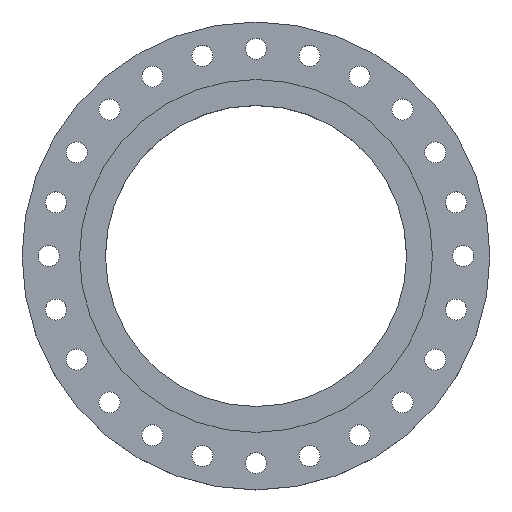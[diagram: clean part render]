
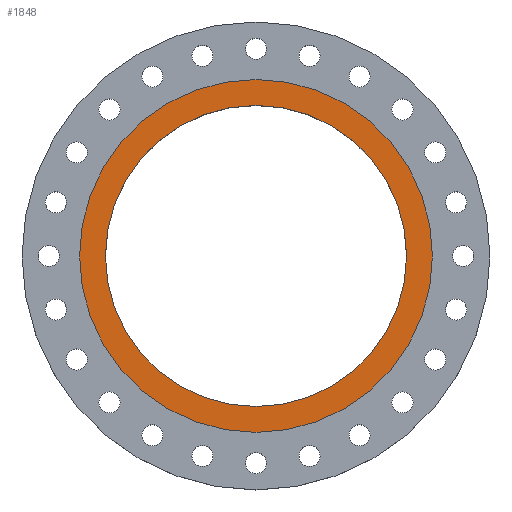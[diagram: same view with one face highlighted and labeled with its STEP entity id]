
A CAD part, top view. The second image highlights one B-rep face of the part: STEP entity #1848.
In plain terms, the highlighted planar face has unit normal (0, 0, 1).
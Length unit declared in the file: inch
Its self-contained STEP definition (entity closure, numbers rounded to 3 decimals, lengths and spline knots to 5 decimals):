
#23 = AXIS2_PLACEMENT_3D ( 'NONE', #1651, #735, #1134 ) ;
#28 = VERTEX_POINT ( 'NONE', #1094 ) ;
#113 = DIRECTION ( 'NONE',  ( 0., 0., -1. ) ) ;
#124 = VERTEX_POINT ( 'NONE', #1063 ) ;
#181 = VERTEX_POINT ( 'NONE', #734 ) ;
#257 = EDGE_CURVE ( 'NONE', #2062, #181, #830, .T. ) ;
#429 = FACE_OUTER_BOUND ( 'NONE', #1003, .T. ) ;
#626 = CARTESIAN_POINT ( 'NONE',  ( 0., 0., 0. ) ) ;
#645 = DIRECTION ( 'NONE',  ( 1., 0., 0. ) ) ;
#681 = CIRCLE ( 'NONE', #23, 11.5 ) ;
#734 = CARTESIAN_POINT ( 'NONE',  ( 9.8125, 0., 0. ) ) ;
#735 = DIRECTION ( 'NONE',  ( 0., 0., 1. ) ) ;
#830 = CIRCLE ( 'NONE', #1744, 9.8125 ) ;
#832 = EDGE_CURVE ( 'NONE', #124, #28, #681, .T. ) ;
#850 = CARTESIAN_POINT ( 'NONE',  ( 0., 0., 0. ) ) ;
#874 = ORIENTED_EDGE ( 'NONE', *, *, #1753, .F. ) ;
#935 = CARTESIAN_POINT ( 'NONE',  ( -9.8125, 0., 0. ) ) ;
#1003 = EDGE_LOOP ( 'NONE', ( #2017, #2329 ) ) ;
#1063 = CARTESIAN_POINT ( 'NONE',  ( -11.5, 0., 0. ) ) ;
#1094 = CARTESIAN_POINT ( 'NONE',  ( 11.5, 0., 0. ) ) ;
#1134 = DIRECTION ( 'NONE',  ( 1., 0., 0. ) ) ;
#1331 = EDGE_LOOP ( 'NONE', ( #874, #1415 ) ) ;
#1337 = AXIS2_PLACEMENT_3D ( 'NONE', #626, #1550, #1921 ) ;
#1415 = ORIENTED_EDGE ( 'NONE', *, *, #257, .F. ) ;
#1488 = AXIS2_PLACEMENT_3D ( 'NONE', #2090, #113, #1877 ) ;
#1550 = DIRECTION ( 'NONE',  ( 0., 0., 1. ) ) ;
#1557 = FACE_BOUND ( 'NONE', #1331, .T. ) ;
#1651 = CARTESIAN_POINT ( 'NONE',  ( 0., 0., 0. ) ) ;
#1678 = AXIS2_PLACEMENT_3D ( 'NONE', #2283, #1896, #645 ) ;
#1744 = AXIS2_PLACEMENT_3D ( 'NONE', #850, #1914, #2120 ) ;
#1749 = EDGE_CURVE ( 'NONE', #28, #124, #2144, .T. ) ;
#1753 = EDGE_CURVE ( 'NONE', #181, #2062, #1868, .T. ) ;
#1848 = ADVANCED_FACE ( 'NONE', ( #1557, #429 ), #2254, .F. ) ;
#1868 = CIRCLE ( 'NONE', #1678, 9.8125 ) ;
#1877 = DIRECTION ( 'NONE',  ( -1., 0., 0. ) ) ;
#1896 = DIRECTION ( 'NONE',  ( 0., 0., 1. ) ) ;
#1914 = DIRECTION ( 'NONE',  ( 0., 0., 1. ) ) ;
#1921 = DIRECTION ( 'NONE',  ( 1., 0., 0. ) ) ;
#2017 = ORIENTED_EDGE ( 'NONE', *, *, #1749, .T. ) ;
#2062 = VERTEX_POINT ( 'NONE', #935 ) ;
#2090 = CARTESIAN_POINT ( 'NONE',  ( 0., 9.8125, 0. ) ) ;
#2120 = DIRECTION ( 'NONE',  ( 1., 0., 0. ) ) ;
#2144 = CIRCLE ( 'NONE', #1337, 11.5 ) ;
#2254 = PLANE ( 'NONE',  #1488 ) ;
#2283 = CARTESIAN_POINT ( 'NONE',  ( 0., 0., 0. ) ) ;
#2329 = ORIENTED_EDGE ( 'NONE', *, *, #832, .T. ) ;
